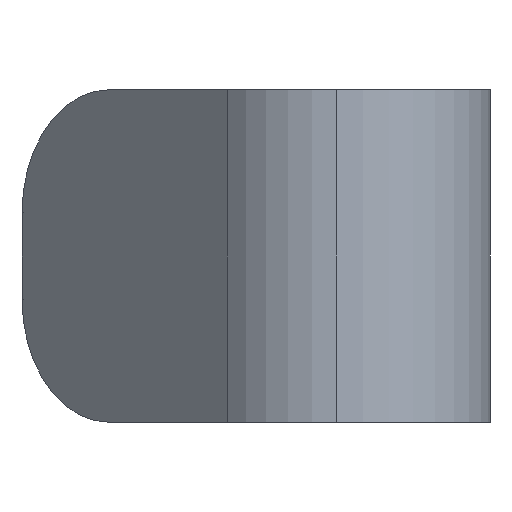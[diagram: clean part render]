
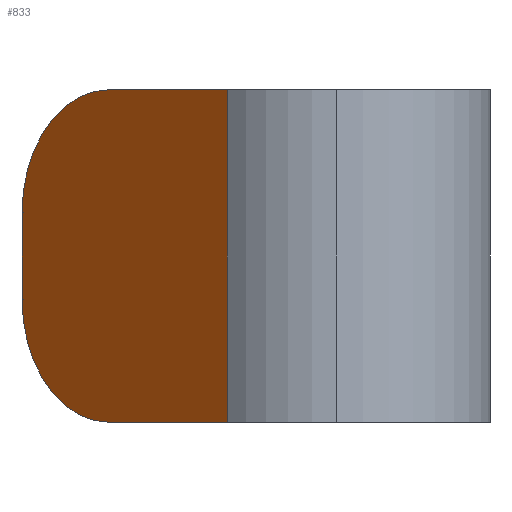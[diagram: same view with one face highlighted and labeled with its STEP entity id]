
A CAD part, left-side view. The second image highlights one B-rep face of the part: STEP entity #833.
In plain terms, the highlighted planar face has unit normal (-0.707, 0.707, 0).
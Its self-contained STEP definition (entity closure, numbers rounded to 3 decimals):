
#2 = EDGE_CURVE ( 'NONE', #207, #408, #565, .T. ) ;
#14 = EDGE_CURVE ( 'NONE', #751, #263, #308, .T. ) ;
#28 = CARTESIAN_POINT ( 'NONE',  ( -1.975, 3.093, -1.35 ) ) ;
#29 = DIRECTION ( 'NONE',  ( -0.707, 0.707, 0. ) ) ;
#40 = ORIENTED_EDGE ( 'NONE', *, *, #14, .T. ) ;
#59 = EDGE_CURVE ( 'NONE', #263, #408, #247, .T. ) ;
#97 = CARTESIAN_POINT ( 'NONE',  ( -1.268, 3.8, 1.35 ) ) ;
#100 = DIRECTION ( 'NONE',  ( -0.707, -0.707, 0. ) ) ;
#102 = EDGE_CURVE ( 'NONE', #550, #352, #704, .T. ) ;
#112 = LINE ( 'NONE', #717, #492 ) ;
#113 = EDGE_CURVE ( 'NONE', #550, #207, #112, .T. ) ;
#160 = DIRECTION ( 'NONE',  ( -0.707, -0.707, 0. ) ) ;
#174 = DIRECTION ( 'NONE',  ( 0.707, 0.707, 0. ) ) ;
#182 = ORIENTED_EDGE ( 'NONE', *, *, #2, .F. ) ;
#183 = DIRECTION ( 'NONE',  ( -0.707, 0.707, 0. ) ) ;
#207 = VERTEX_POINT ( 'NONE', #415 ) ;
#222 = VECTOR ( 'NONE', #831, 1000. ) ;
#223 = CARTESIAN_POINT ( 'NONE',  ( -1.268, 3.8, 0.35 ) ) ;
#228 = CARTESIAN_POINT ( 'NONE',  ( -1.268, 3.8, 1.35 ) ) ;
#247 = CIRCLE ( 'NONE', #867, 1. ) ;
#249 = FACE_OUTER_BOUND ( 'NONE', #469, .T. ) ;
#263 = VERTEX_POINT ( 'NONE', #542 ) ;
#297 = CIRCLE ( 'NONE', #354, 1. ) ;
#308 = LINE ( 'NONE', #228, #222 ) ;
#352 = VERTEX_POINT ( 'NONE', #606 ) ;
#354 = AXIS2_PLACEMENT_3D ( 'NONE', #710, #183, #100 ) ;
#367 = DIRECTION ( 'NONE',  ( 0.707, 0.707, 0. ) ) ;
#387 = VECTOR ( 'NONE', #367, 1000. ) ;
#408 = VERTEX_POINT ( 'NONE', #28 ) ;
#409 = CARTESIAN_POINT ( 'NONE',  ( -2.934, 2.134, 1.35 ) ) ;
#415 = CARTESIAN_POINT ( 'NONE',  ( -2.934, 2.134, -1.35 ) ) ;
#443 = CARTESIAN_POINT ( 'NONE',  ( -1.268, 3.8, 1.35 ) ) ;
#469 = EDGE_LOOP ( 'NONE', ( #726, #869, #40, #850, #182, #541 ) ) ;
#492 = VECTOR ( 'NONE', #668, 1000. ) ;
#519 = DIRECTION ( 'NONE',  ( -0.707, 0.707, 0. ) ) ;
#541 = ORIENTED_EDGE ( 'NONE', *, *, #113, .F. ) ;
#542 = CARTESIAN_POINT ( 'NONE',  ( -1.268, 3.8, -0.35 ) ) ;
#550 = VERTEX_POINT ( 'NONE', #409 ) ;
#565 = LINE ( 'NONE', #575, #605 ) ;
#575 = CARTESIAN_POINT ( 'NONE',  ( -1.268, 3.8, -1.35 ) ) ;
#605 = VECTOR ( 'NONE', #174, 1000. ) ;
#606 = CARTESIAN_POINT ( 'NONE',  ( -1.975, 3.093, 1.35 ) ) ;
#639 = CARTESIAN_POINT ( 'NONE',  ( -1.975, 3.093, -0.35 ) ) ;
#668 = DIRECTION ( 'NONE',  ( 0., 0., -1. ) ) ;
#679 = AXIS2_PLACEMENT_3D ( 'NONE', #443, #519, #705 ) ;
#704 = LINE ( 'NONE', #97, #387 ) ;
#705 = DIRECTION ( 'NONE',  ( -0.707, -0.707, 0. ) ) ;
#710 = CARTESIAN_POINT ( 'NONE',  ( -1.975, 3.093, 0.35 ) ) ;
#717 = CARTESIAN_POINT ( 'NONE',  ( -2.934, 2.134, 1.35 ) ) ;
#726 = ORIENTED_EDGE ( 'NONE', *, *, #102, .T. ) ;
#751 = VERTEX_POINT ( 'NONE', #223 ) ;
#790 = PLANE ( 'NONE',  #679 ) ;
#831 = DIRECTION ( 'NONE',  ( 0., 0., -1. ) ) ;
#833 = ADVANCED_FACE ( 'NONE', ( #249 ), #790, .T. ) ;
#845 = EDGE_CURVE ( 'NONE', #352, #751, #297, .T. ) ;
#850 = ORIENTED_EDGE ( 'NONE', *, *, #59, .T. ) ;
#867 = AXIS2_PLACEMENT_3D ( 'NONE', #639, #29, #160 ) ;
#869 = ORIENTED_EDGE ( 'NONE', *, *, #845, .T. ) ;
